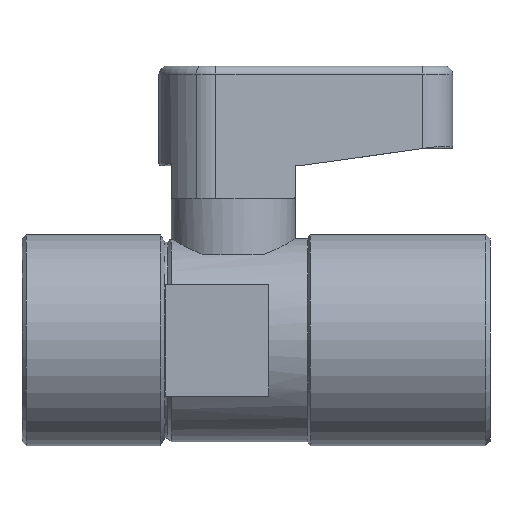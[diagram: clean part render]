
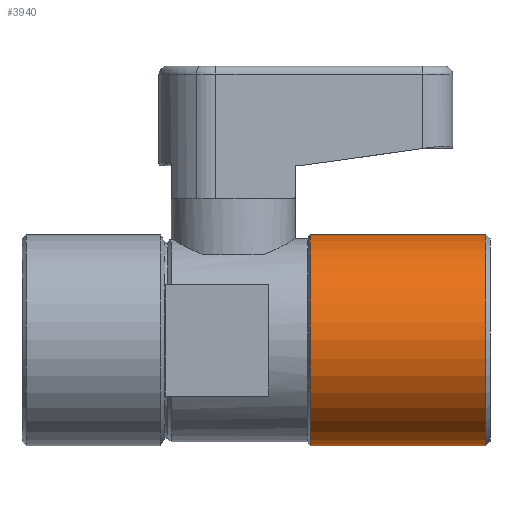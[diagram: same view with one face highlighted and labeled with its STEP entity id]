
A CAD part, front view. The second image highlights one B-rep face of the part: STEP entity #3940.
In plain terms, the highlighted cylindrical face has radius 12.75 mm (diameter 25.5 mm), a full revolution.
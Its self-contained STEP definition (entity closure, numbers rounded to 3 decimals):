
#1835=CYLINDRICAL_SURFACE('',#3771,12.75);
#1860=ORIENTED_EDGE('',*,*,#2357,.T.);
#1861=ORIENTED_EDGE('',*,*,#2355,.F.);
#2176=CIRCLE('',#3769,12.75);
#2178=CIRCLE('',#3772,12.75);
#2246=VERTEX_POINT('',#3120);
#2248=VERTEX_POINT('',#3125);
#2355=EDGE_CURVE('',#2246,#2246,#2176,.T.);
#2357=EDGE_CURVE('',#2248,#2248,#2178,.T.);
#2516=EDGE_LOOP('',(#1860));
#2517=EDGE_LOOP('',(#1861));
#2622=FACE_BOUND('',#2516,.T.);
#2623=FACE_BOUND('',#2517,.T.);
#2728=DIRECTION('',(1.,0.,0.));
#2729=DIRECTION('',(0.,12.75,0.));
#2732=DIRECTION('',(-1.,0.,0.));
#2733=DIRECTION('',(0.,1.,0.));
#2734=DIRECTION('',(1.,0.,0.));
#2735=DIRECTION('',(0.,12.75,0.));
#3120=CARTESIAN_POINT('',(30.5,12.75,0.));
#3121=CARTESIAN_POINT('',(30.5,0.,0.));
#3124=CARTESIAN_POINT('',(30.5,0.,0.));
#3125=CARTESIAN_POINT('',(9.289,12.75,0.));
#3126=CARTESIAN_POINT('',(9.289,0.,0.));
#3769=AXIS2_PLACEMENT_3D('',#3121,#2728,#2729);
#3771=AXIS2_PLACEMENT_3D('',#3124,#2732,#2733);
#3772=AXIS2_PLACEMENT_3D('',#3126,#2734,#2735);
#3940=ADVANCED_FACE('',(#2622,#2623),#1835,.T.);
